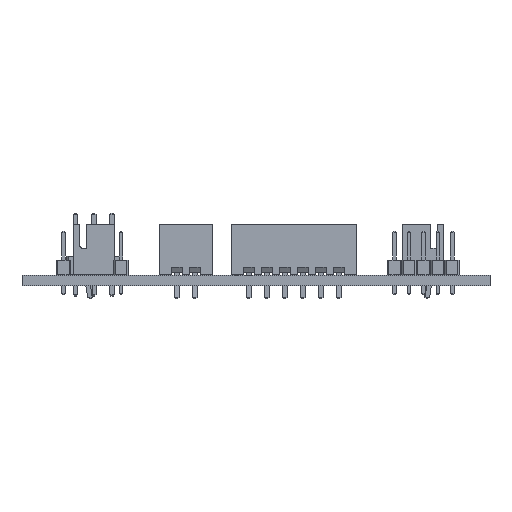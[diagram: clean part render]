
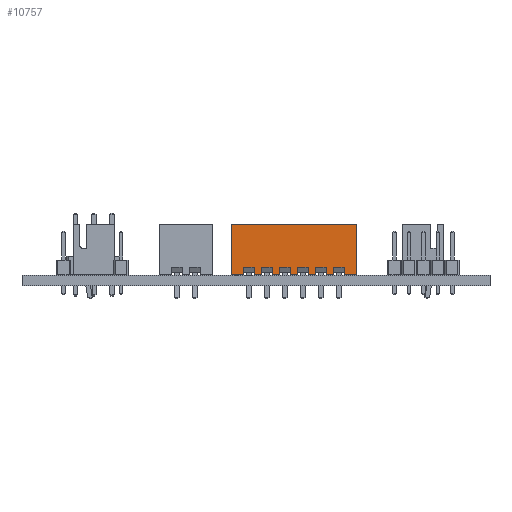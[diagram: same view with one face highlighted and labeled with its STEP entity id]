
A CAD part, front view. The second image highlights one B-rep face of the part: STEP entity #10757.
In plain terms, the highlighted planar face has unit normal (0, -1, 0).
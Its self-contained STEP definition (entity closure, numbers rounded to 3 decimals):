
#10548 = VERTEX_POINT('',#10549);
#10549 = CARTESIAN_POINT('',(-2.45,-3.4,7.));
#10555 = EDGE_CURVE('',#10548,#10556,#10558,.T.);
#10556 = VERTEX_POINT('',#10557);
#10557 = CARTESIAN_POINT('',(14.95,-3.4,7.));
#10558 = LINE('',#10559,#10560);
#10559 = CARTESIAN_POINT('',(-2.45,-3.4,7.));
#10560 = VECTOR('',#10561,1.);
#10561 = DIRECTION('',(1.,0.,0.));
#10675 = VERTEX_POINT('',#10676);
#10676 = CARTESIAN_POINT('',(-2.45,-3.4,0.));
#10723 = EDGE_CURVE('',#10675,#10548,#10724,.T.);
#10724 = LINE('',#10725,#10726);
#10725 = CARTESIAN_POINT('',(-2.45,-3.4,0.));
#10726 = VECTOR('',#10727,1.);
#10727 = DIRECTION('',(0.,0.,1.));
#10757 = ADVANCED_FACE('',(#10758),#10968,.F.);
#10758 = FACE_BOUND('',#10759,.F.);
#10759 = EDGE_LOOP('',(#10760,#10768,#10769,#10770,#10778,#10786,#10794,
    #10802,#10810,#10818,#10826,#10834,#10842,#10850,#10858,#10866,
    #10874,#10882,#10890,#10898,#10906,#10914,#10922,#10930,#10938,
    #10946,#10954,#10962));
#10760 = ORIENTED_EDGE('',*,*,#10761,.F.);
#10761 = EDGE_CURVE('',#10675,#10762,#10764,.T.);
#10762 = VERTEX_POINT('',#10763);
#10763 = CARTESIAN_POINT('',(-0.75,-3.4,0.));
#10764 = LINE('',#10765,#10766);
#10765 = CARTESIAN_POINT('',(-2.45,-3.4,0.));
#10766 = VECTOR('',#10767,1.);
#10767 = DIRECTION('',(1.,0.,0.));
#10768 = ORIENTED_EDGE('',*,*,#10723,.T.);
#10769 = ORIENTED_EDGE('',*,*,#10555,.T.);
#10770 = ORIENTED_EDGE('',*,*,#10771,.F.);
#10771 = EDGE_CURVE('',#10772,#10556,#10774,.T.);
#10772 = VERTEX_POINT('',#10773);
#10773 = CARTESIAN_POINT('',(14.95,-3.4,0.));
#10774 = LINE('',#10775,#10776);
#10775 = CARTESIAN_POINT('',(14.95,-3.4,0.));
#10776 = VECTOR('',#10777,1.);
#10777 = DIRECTION('',(0.,0.,1.));
#10778 = ORIENTED_EDGE('',*,*,#10779,.F.);
#10779 = EDGE_CURVE('',#10780,#10772,#10782,.T.);
#10780 = VERTEX_POINT('',#10781);
#10781 = CARTESIAN_POINT('',(13.25,-3.4,0.));
#10782 = LINE('',#10783,#10784);
#10783 = CARTESIAN_POINT('',(-2.45,-3.4,0.));
#10784 = VECTOR('',#10785,1.);
#10785 = DIRECTION('',(1.,0.,0.));
#10786 = ORIENTED_EDGE('',*,*,#10787,.F.);
#10787 = EDGE_CURVE('',#10788,#10780,#10790,.T.);
#10788 = VERTEX_POINT('',#10789);
#10789 = CARTESIAN_POINT('',(13.25,-3.4,1.));
#10790 = LINE('',#10791,#10792);
#10791 = CARTESIAN_POINT('',(13.25,-3.4,1.));
#10792 = VECTOR('',#10793,1.);
#10793 = DIRECTION('',(-0.,0.,-1.));
#10794 = ORIENTED_EDGE('',*,*,#10795,.T.);
#10795 = EDGE_CURVE('',#10788,#10796,#10798,.T.);
#10796 = VERTEX_POINT('',#10797);
#10797 = CARTESIAN_POINT('',(11.75,-3.4,1.));
#10798 = LINE('',#10799,#10800);
#10799 = CARTESIAN_POINT('',(13.25,-3.4,1.));
#10800 = VECTOR('',#10801,1.);
#10801 = DIRECTION('',(-1.,0.,0.));
#10802 = ORIENTED_EDGE('',*,*,#10803,.T.);
#10803 = EDGE_CURVE('',#10796,#10804,#10806,.T.);
#10804 = VERTEX_POINT('',#10805);
#10805 = CARTESIAN_POINT('',(11.75,-3.4,0.));
#10806 = LINE('',#10807,#10808);
#10807 = CARTESIAN_POINT('',(11.75,-3.4,1.));
#10808 = VECTOR('',#10809,1.);
#10809 = DIRECTION('',(-0.,0.,-1.));
#10810 = ORIENTED_EDGE('',*,*,#10811,.F.);
#10811 = EDGE_CURVE('',#10812,#10804,#10814,.T.);
#10812 = VERTEX_POINT('',#10813);
#10813 = CARTESIAN_POINT('',(10.75,-3.4,0.));
#10814 = LINE('',#10815,#10816);
#10815 = CARTESIAN_POINT('',(-2.45,-3.4,0.));
#10816 = VECTOR('',#10817,1.);
#10817 = DIRECTION('',(1.,0.,0.));
#10818 = ORIENTED_EDGE('',*,*,#10819,.F.);
#10819 = EDGE_CURVE('',#10820,#10812,#10822,.T.);
#10820 = VERTEX_POINT('',#10821);
#10821 = CARTESIAN_POINT('',(10.75,-3.4,1.));
#10822 = LINE('',#10823,#10824);
#10823 = CARTESIAN_POINT('',(10.75,-3.4,1.));
#10824 = VECTOR('',#10825,1.);
#10825 = DIRECTION('',(-0.,0.,-1.));
#10826 = ORIENTED_EDGE('',*,*,#10827,.T.);
#10827 = EDGE_CURVE('',#10820,#10828,#10830,.T.);
#10828 = VERTEX_POINT('',#10829);
#10829 = CARTESIAN_POINT('',(9.25,-3.4,1.));
#10830 = LINE('',#10831,#10832);
#10831 = CARTESIAN_POINT('',(10.75,-3.4,1.));
#10832 = VECTOR('',#10833,1.);
#10833 = DIRECTION('',(-1.,0.,0.));
#10834 = ORIENTED_EDGE('',*,*,#10835,.T.);
#10835 = EDGE_CURVE('',#10828,#10836,#10838,.T.);
#10836 = VERTEX_POINT('',#10837);
#10837 = CARTESIAN_POINT('',(9.25,-3.4,0.));
#10838 = LINE('',#10839,#10840);
#10839 = CARTESIAN_POINT('',(9.25,-3.4,1.));
#10840 = VECTOR('',#10841,1.);
#10841 = DIRECTION('',(-0.,0.,-1.));
#10842 = ORIENTED_EDGE('',*,*,#10843,.F.);
#10843 = EDGE_CURVE('',#10844,#10836,#10846,.T.);
#10844 = VERTEX_POINT('',#10845);
#10845 = CARTESIAN_POINT('',(8.25,-3.4,0.));
#10846 = LINE('',#10847,#10848);
#10847 = CARTESIAN_POINT('',(-2.45,-3.4,0.));
#10848 = VECTOR('',#10849,1.);
#10849 = DIRECTION('',(1.,0.,0.));
#10850 = ORIENTED_EDGE('',*,*,#10851,.F.);
#10851 = EDGE_CURVE('',#10852,#10844,#10854,.T.);
#10852 = VERTEX_POINT('',#10853);
#10853 = CARTESIAN_POINT('',(8.25,-3.4,1.));
#10854 = LINE('',#10855,#10856);
#10855 = CARTESIAN_POINT('',(8.25,-3.4,1.));
#10856 = VECTOR('',#10857,1.);
#10857 = DIRECTION('',(-0.,0.,-1.));
#10858 = ORIENTED_EDGE('',*,*,#10859,.T.);
#10859 = EDGE_CURVE('',#10852,#10860,#10862,.T.);
#10860 = VERTEX_POINT('',#10861);
#10861 = CARTESIAN_POINT('',(6.75,-3.4,1.));
#10862 = LINE('',#10863,#10864);
#10863 = CARTESIAN_POINT('',(8.25,-3.4,1.));
#10864 = VECTOR('',#10865,1.);
#10865 = DIRECTION('',(-1.,0.,0.));
#10866 = ORIENTED_EDGE('',*,*,#10867,.T.);
#10867 = EDGE_CURVE('',#10860,#10868,#10870,.T.);
#10868 = VERTEX_POINT('',#10869);
#10869 = CARTESIAN_POINT('',(6.75,-3.4,0.));
#10870 = LINE('',#10871,#10872);
#10871 = CARTESIAN_POINT('',(6.75,-3.4,1.));
#10872 = VECTOR('',#10873,1.);
#10873 = DIRECTION('',(-0.,0.,-1.));
#10874 = ORIENTED_EDGE('',*,*,#10875,.F.);
#10875 = EDGE_CURVE('',#10876,#10868,#10878,.T.);
#10876 = VERTEX_POINT('',#10877);
#10877 = CARTESIAN_POINT('',(5.75,-3.4,0.));
#10878 = LINE('',#10879,#10880);
#10879 = CARTESIAN_POINT('',(-2.45,-3.4,0.));
#10880 = VECTOR('',#10881,1.);
#10881 = DIRECTION('',(1.,0.,0.));
#10882 = ORIENTED_EDGE('',*,*,#10883,.F.);
#10883 = EDGE_CURVE('',#10884,#10876,#10886,.T.);
#10884 = VERTEX_POINT('',#10885);
#10885 = CARTESIAN_POINT('',(5.75,-3.4,1.));
#10886 = LINE('',#10887,#10888);
#10887 = CARTESIAN_POINT('',(5.75,-3.4,1.));
#10888 = VECTOR('',#10889,1.);
#10889 = DIRECTION('',(-0.,0.,-1.));
#10890 = ORIENTED_EDGE('',*,*,#10891,.T.);
#10891 = EDGE_CURVE('',#10884,#10892,#10894,.T.);
#10892 = VERTEX_POINT('',#10893);
#10893 = CARTESIAN_POINT('',(4.25,-3.4,1.));
#10894 = LINE('',#10895,#10896);
#10895 = CARTESIAN_POINT('',(5.75,-3.4,1.));
#10896 = VECTOR('',#10897,1.);
#10897 = DIRECTION('',(-1.,0.,0.));
#10898 = ORIENTED_EDGE('',*,*,#10899,.T.);
#10899 = EDGE_CURVE('',#10892,#10900,#10902,.T.);
#10900 = VERTEX_POINT('',#10901);
#10901 = CARTESIAN_POINT('',(4.25,-3.4,0.));
#10902 = LINE('',#10903,#10904);
#10903 = CARTESIAN_POINT('',(4.25,-3.4,1.));
#10904 = VECTOR('',#10905,1.);
#10905 = DIRECTION('',(-0.,0.,-1.));
#10906 = ORIENTED_EDGE('',*,*,#10907,.F.);
#10907 = EDGE_CURVE('',#10908,#10900,#10910,.T.);
#10908 = VERTEX_POINT('',#10909);
#10909 = CARTESIAN_POINT('',(3.25,-3.4,0.));
#10910 = LINE('',#10911,#10912);
#10911 = CARTESIAN_POINT('',(-2.45,-3.4,0.));
#10912 = VECTOR('',#10913,1.);
#10913 = DIRECTION('',(1.,0.,0.));
#10914 = ORIENTED_EDGE('',*,*,#10915,.F.);
#10915 = EDGE_CURVE('',#10916,#10908,#10918,.T.);
#10916 = VERTEX_POINT('',#10917);
#10917 = CARTESIAN_POINT('',(3.25,-3.4,1.));
#10918 = LINE('',#10919,#10920);
#10919 = CARTESIAN_POINT('',(3.25,-3.4,1.));
#10920 = VECTOR('',#10921,1.);
#10921 = DIRECTION('',(-0.,0.,-1.));
#10922 = ORIENTED_EDGE('',*,*,#10923,.T.);
#10923 = EDGE_CURVE('',#10916,#10924,#10926,.T.);
#10924 = VERTEX_POINT('',#10925);
#10925 = CARTESIAN_POINT('',(1.75,-3.4,1.));
#10926 = LINE('',#10927,#10928);
#10927 = CARTESIAN_POINT('',(3.25,-3.4,1.));
#10928 = VECTOR('',#10929,1.);
#10929 = DIRECTION('',(-1.,0.,0.));
#10930 = ORIENTED_EDGE('',*,*,#10931,.T.);
#10931 = EDGE_CURVE('',#10924,#10932,#10934,.T.);
#10932 = VERTEX_POINT('',#10933);
#10933 = CARTESIAN_POINT('',(1.75,-3.4,0.));
#10934 = LINE('',#10935,#10936);
#10935 = CARTESIAN_POINT('',(1.75,-3.4,1.));
#10936 = VECTOR('',#10937,1.);
#10937 = DIRECTION('',(-0.,0.,-1.));
#10938 = ORIENTED_EDGE('',*,*,#10939,.F.);
#10939 = EDGE_CURVE('',#10940,#10932,#10942,.T.);
#10940 = VERTEX_POINT('',#10941);
#10941 = CARTESIAN_POINT('',(0.75,-3.4,0.));
#10942 = LINE('',#10943,#10944);
#10943 = CARTESIAN_POINT('',(-2.45,-3.4,0.));
#10944 = VECTOR('',#10945,1.);
#10945 = DIRECTION('',(1.,0.,0.));
#10946 = ORIENTED_EDGE('',*,*,#10947,.F.);
#10947 = EDGE_CURVE('',#10948,#10940,#10950,.T.);
#10948 = VERTEX_POINT('',#10949);
#10949 = CARTESIAN_POINT('',(0.75,-3.4,1.));
#10950 = LINE('',#10951,#10952);
#10951 = CARTESIAN_POINT('',(0.75,-3.4,1.));
#10952 = VECTOR('',#10953,1.);
#10953 = DIRECTION('',(-0.,0.,-1.));
#10954 = ORIENTED_EDGE('',*,*,#10955,.T.);
#10955 = EDGE_CURVE('',#10948,#10956,#10958,.T.);
#10956 = VERTEX_POINT('',#10957);
#10957 = CARTESIAN_POINT('',(-0.75,-3.4,1.));
#10958 = LINE('',#10959,#10960);
#10959 = CARTESIAN_POINT('',(0.75,-3.4,1.));
#10960 = VECTOR('',#10961,1.);
#10961 = DIRECTION('',(-1.,0.,0.));
#10962 = ORIENTED_EDGE('',*,*,#10963,.T.);
#10963 = EDGE_CURVE('',#10956,#10762,#10964,.T.);
#10964 = LINE('',#10965,#10966);
#10965 = CARTESIAN_POINT('',(-0.75,-3.4,1.));
#10966 = VECTOR('',#10967,1.);
#10967 = DIRECTION('',(-0.,0.,-1.));
#10968 = PLANE('',#10969);
#10969 = AXIS2_PLACEMENT_3D('',#10970,#10971,#10972);
#10970 = CARTESIAN_POINT('',(-2.45,-3.4,0.));
#10971 = DIRECTION('',(0.,1.,0.));
#10972 = DIRECTION('',(1.,0.,0.));
